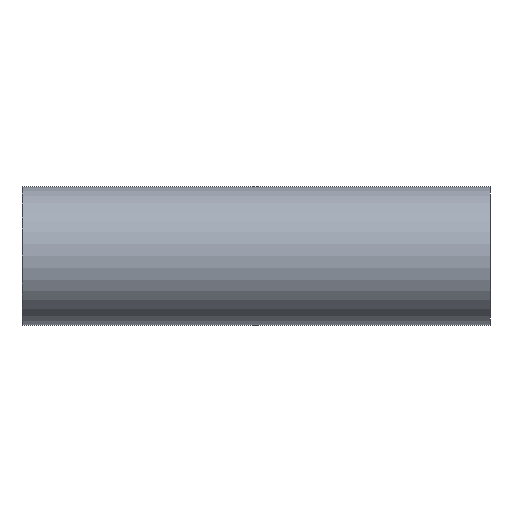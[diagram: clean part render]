
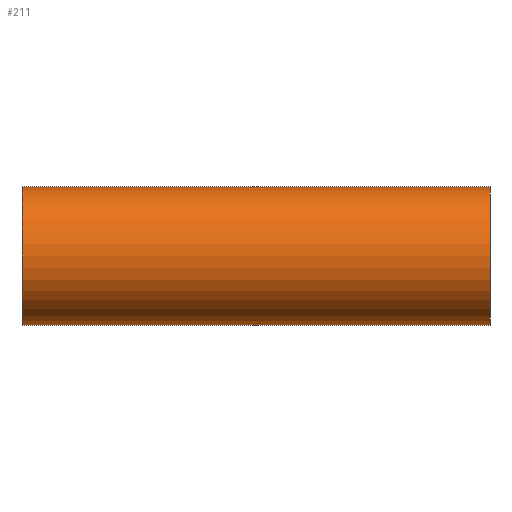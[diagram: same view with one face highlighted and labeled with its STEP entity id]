
A CAD part, front view. The second image highlights one B-rep face of the part: STEP entity #211.
In plain terms, the highlighted cylindrical face has radius 10.65 mm (diameter 21.3 mm), a full revolution.
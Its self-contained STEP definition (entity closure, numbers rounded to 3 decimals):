
#16=FACE_BOUND('',#75,.T.);
#17=FACE_BOUND('',#76,.T.);
#35=CIRCLE('',#240,10.65);
#36=CIRCLE('',#241,10.65);
#45=CYLINDRICAL_SURFACE('',#239,10.65);
#57=FACE_OUTER_BOUND('',#74,.T.);
#74=EDGE_LOOP('',(#159));
#75=EDGE_LOOP('',(#160,#161));
#76=EDGE_LOOP('',(#162));
#99=ELLIPSE('',#228,16.157,10.65);
#102=ELLIPSE('',#231,16.157,10.65);
#107=VERTEX_POINT('',#1042);
#108=VERTEX_POINT('',#1044);
#111=VERTEX_POINT('',#1289);
#112=VERTEX_POINT('',#1291);
#124=EDGE_CURVE('',#107,#108,#99,.T.);
#127=EDGE_CURVE('',#108,#107,#102,.T.);
#132=EDGE_CURVE('',#111,#111,#35,.T.);
#133=EDGE_CURVE('',#112,#112,#36,.T.);
#159=ORIENTED_EDGE('',*,*,#132,.T.);
#160=ORIENTED_EDGE('',*,*,#124,.F.);
#161=ORIENTED_EDGE('',*,*,#127,.F.);
#162=ORIENTED_EDGE('',*,*,#133,.F.);
#211=ADVANCED_FACE('',(#57,#16,#17),#45,.T.);
#228=AXIS2_PLACEMENT_3D('',#1045,#268,#269);
#231=AXIS2_PLACEMENT_3D('',#1279,#274,#275);
#239=AXIS2_PLACEMENT_3D('',#1288,#290,#291);
#240=AXIS2_PLACEMENT_3D('',#1290,#292,#293);
#241=AXIS2_PLACEMENT_3D('',#1292,#294,#295);
#268=DIRECTION('center_axis',(-0.659,0.752,0.));
#269=DIRECTION('ref_axis',(0.752,0.659,0.));
#274=DIRECTION('center_axis',(0.659,0.752,0.));
#275=DIRECTION('ref_axis',(-0.752,0.659,0.));
#290=DIRECTION('center_axis',(1.,0.,0.));
#291=DIRECTION('ref_axis',(0.,-1.,0.));
#292=DIRECTION('center_axis',(-1.,0.,0.));
#293=DIRECTION('ref_axis',(0.,-1.,0.));
#294=DIRECTION('center_axis',(-1.,0.,0.));
#295=DIRECTION('ref_axis',(0.,-1.,0.));
#1042=CARTESIAN_POINT('',(36.,0.,10.65));
#1044=CARTESIAN_POINT('',(36.,0.,-10.65));
#1045=CARTESIAN_POINT('Origin',(36.,0.,0.));
#1279=CARTESIAN_POINT('Origin',(36.,0.,0.));
#1288=CARTESIAN_POINT('Origin',(0.,0.,0.));
#1289=CARTESIAN_POINT('',(72.,10.65,0.));
#1290=CARTESIAN_POINT('Origin',(72.,0.,0.));
#1291=CARTESIAN_POINT('',(0.,10.65,0.));
#1292=CARTESIAN_POINT('Origin',(0.,0.,0.));
